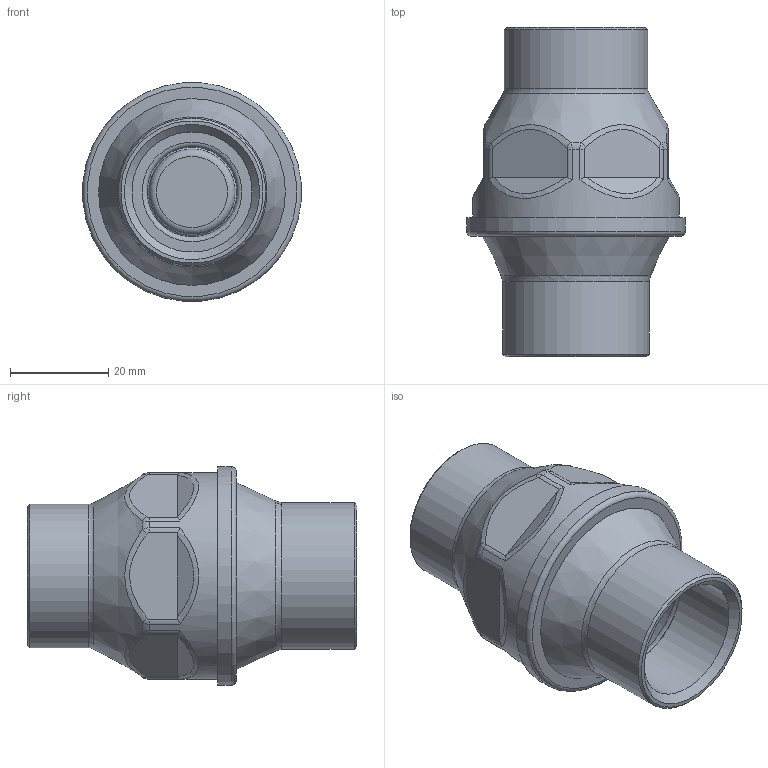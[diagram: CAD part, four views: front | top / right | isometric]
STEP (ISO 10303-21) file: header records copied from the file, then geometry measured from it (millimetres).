
FILE_DESCRIPTION(/* description */ ('Unknown','CAx-IF Rec.Pracs.---Representation and Presentation of Product Manufacturing Information (PMI)---4.0---2014-10-13','CAx-IF Rec.Pracs.---3D Tessellated Geometry---0.4---2014-09-14','2;1'),/* implementation_level */ '2;1');
FILE_NAME(/* name */ '9130-05',/* time_stamp */ '2023-10-24T09:45:59+02:00',/* author */ ('Unknown'),/* organization */ ('Unknown'),/* preprocessor_version */ 'ST-DEVELOPER v18.102',/* originating_system */ 'Solid Edge',/* authorisation */ 'Unknown');
FILE_SCHEMA (('AP242_MANAGED_MODEL_BASED_3D_ENGINEERING_MIM_LF { 1 0 10303 442 1 1 4 }'));
Length unit declared in the file: millimetre
Products named in the file (1): 9130-05
Bounding box: 44.43 x 67 x 44.43 mm (x, y, z)
Volume: 22260.6 mm3; surface area: 22486.4 mm2
Topology: 1 solids, 4 shells, 237 faces, 640 edges, 418 vertices
Faces by surface type: plane 80, cylinder 69, torus 48, bspline 25, cone 15
Full cylindrical faces by diameter (mm): 4 x1, 4.3 x1, 6.2 x1, 8 x1, 12 x1, 14.5 x1, 17.5 x1, 18.3 x1, 20.7 x1, 21 x1, 23 x1, 23.1 x1, 24.5 x2, 26.6 x1, 28.5 x1, 28.8 x1, 29.2 x1, 30 x1, 31.7 x1, 37.3 x1, 42 x1, 42.2 x1, 44.6 x1
Entity records: 10400 total; most frequent: CARTESIAN_POINT 5038, ORIENTED_EDGE 1092, DIRECTION 1050, EDGE_CURVE 546, AXIS2_PLACEMENT_3D 438, VERTEX_POINT 388, EDGE_LOOP 326, FACE_BOUND 326
